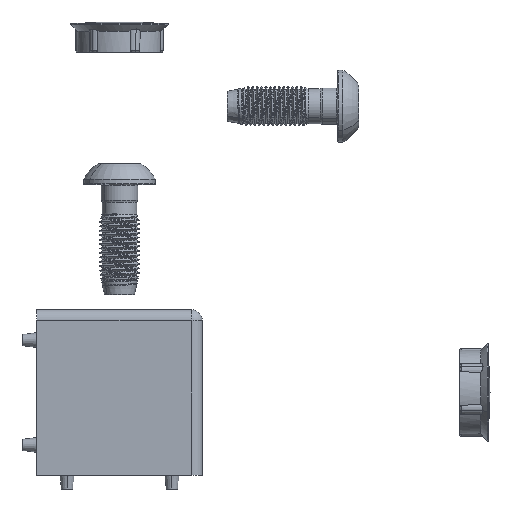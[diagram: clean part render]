
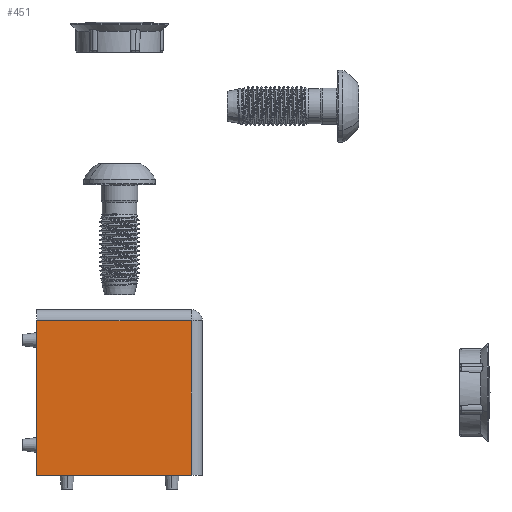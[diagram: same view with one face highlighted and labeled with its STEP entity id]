
A CAD part, front view. The second image highlights one B-rep face of the part: STEP entity #451.
In plain terms, the highlighted face is planar.
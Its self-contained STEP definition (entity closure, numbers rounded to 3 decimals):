
#451 = ADVANCED_FACE ( 'NONE', ( #1890 ), #3835, .F. ) ;
#542 = CARTESIAN_POINT ( 'NONE',  ( -22.5, 22.5, -22.5 ) ) ;
#548 = EDGE_CURVE ( 'NONE', #8400, #7406, #11692, .T. ) ;
#885 = CARTESIAN_POINT ( 'NONE',  ( -22.5, -19.5, -22.5 ) ) ;
#895 = DIRECTION ( 'NONE',  ( 1., 0., 0. ) ) ;
#953 = ORIENTED_EDGE ( 'NONE', *, *, #9704, .T. ) ;
#1780 = VECTOR ( 'NONE', #2453, 1000. ) ;
#1890 = FACE_OUTER_BOUND ( 'NONE', #6931, .T. ) ;
#2453 = DIRECTION ( 'NONE',  ( 0., -1., 0. ) ) ;
#2630 = VERTEX_POINT ( 'NONE', #885 ) ;
#2744 = EDGE_CURVE ( 'NONE', #7406, #12496, #4722, .T. ) ;
#2869 = CARTESIAN_POINT ( 'NONE',  ( -22.5, 22.5, 22.5 ) ) ;
#3007 = EDGE_CURVE ( 'NONE', #2630, #8400, #7468, .T. ) ;
#3835 = PLANE ( 'NONE',  #5878 ) ;
#3950 = CARTESIAN_POINT ( 'NONE',  ( -22.5, 22.5, 19.5 ) ) ;
#4722 = LINE ( 'NONE', #11849, #7004 ) ;
#5878 = AXIS2_PLACEMENT_3D ( 'NONE', #2869, #895, #10725 ) ;
#5946 = DIRECTION ( 'NONE',  ( 0., 0., -1. ) ) ;
#6196 = ORIENTED_EDGE ( 'NONE', *, *, #3007, .T. ) ;
#6931 = EDGE_LOOP ( 'NONE', ( #953, #6196, #12166, #9147 ) ) ;
#7004 = VECTOR ( 'NONE', #5946, 1000. ) ;
#7153 = VECTOR ( 'NONE', #10813, 1000. ) ;
#7406 = VERTEX_POINT ( 'NONE', #3950 ) ;
#7468 = LINE ( 'NONE', #8817, #7153 ) ;
#8400 = VERTEX_POINT ( 'NONE', #8874 ) ;
#8558 = CARTESIAN_POINT ( 'NONE',  ( -22.5, 22.5, 19.5 ) ) ;
#8817 = CARTESIAN_POINT ( 'NONE',  ( -22.5, -19.5, 22.5 ) ) ;
#8874 = CARTESIAN_POINT ( 'NONE',  ( -22.5, -19.5, 19.5 ) ) ;
#8905 = CARTESIAN_POINT ( 'NONE',  ( -22.5, 22.5, -22.5 ) ) ;
#9147 = ORIENTED_EDGE ( 'NONE', *, *, #2744, .T. ) ;
#9254 = LINE ( 'NONE', #542, #1780 ) ;
#9548 = DIRECTION ( 'NONE',  ( 0., 1., 0. ) ) ;
#9704 = EDGE_CURVE ( 'NONE', #12496, #2630, #9254, .T. ) ;
#10725 = DIRECTION ( 'NONE',  ( 0., 1., 0. ) ) ;
#10813 = DIRECTION ( 'NONE',  ( 0., 0., 1. ) ) ;
#11376 = VECTOR ( 'NONE', #9548, 1000. ) ;
#11692 = LINE ( 'NONE', #8558, #11376 ) ;
#11849 = CARTESIAN_POINT ( 'NONE',  ( -22.5, 22.5, 22.5 ) ) ;
#12166 = ORIENTED_EDGE ( 'NONE', *, *, #548, .T. ) ;
#12496 = VERTEX_POINT ( 'NONE', #8905 ) ;
